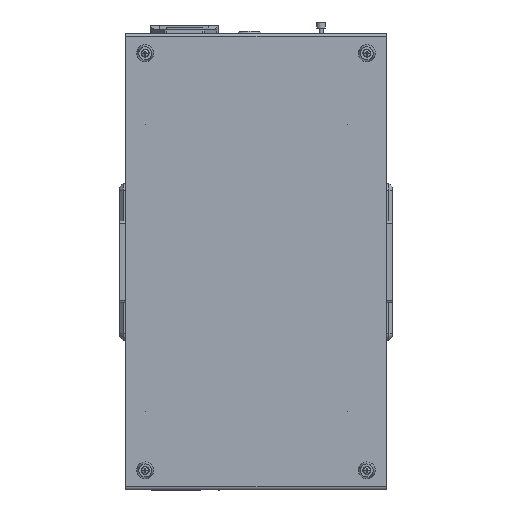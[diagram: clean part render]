
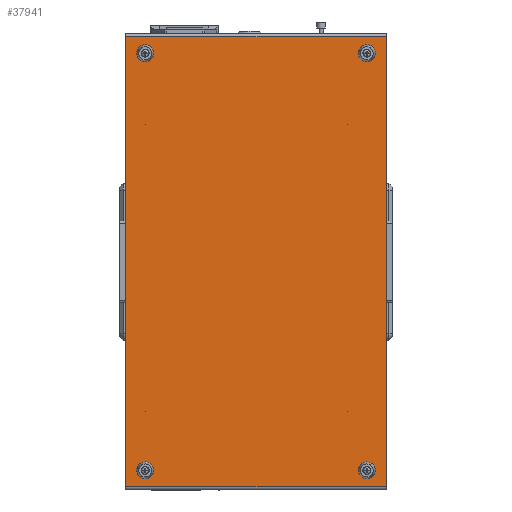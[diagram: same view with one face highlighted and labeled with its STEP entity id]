
A CAD part, front view. The second image highlights one B-rep face of the part: STEP entity #37941.
In plain terms, the highlighted planar face has unit normal (0, -1, 0).
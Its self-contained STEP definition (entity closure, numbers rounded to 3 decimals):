
#122 = ORIENTED_EDGE ( 'NONE', *, *, #12274, .F. ) ;
#268 = CIRCLE ( 'NONE', #33252, 6.5 ) ;
#2079 = ORIENTED_EDGE ( 'NONE', *, *, #22753, .F. ) ;
#3779 = VECTOR ( 'NONE', #73707, 1000. ) ;
#4408 = EDGE_CURVE ( 'NONE', #123113, #29428, #6788, .T. ) ;
#4558 = DIRECTION ( 'NONE',  ( 0., 0., 1. ) ) ;
#5365 = AXIS2_PLACEMENT_3D ( 'NONE', #70639, #42866, #71473 ) ;
#5793 = AXIS2_PLACEMENT_3D ( 'NONE', #7521, #74970, #17251 ) ;
#6371 = LINE ( 'NONE', #74745, #101279 ) ;
#6788 = LINE ( 'NONE', #91833, #3779 ) ;
#7521 = CARTESIAN_POINT ( 'NONE',  ( 85., 0., 160. ) ) ;
#8927 = CIRCLE ( 'NONE', #42102, 6.5 ) ;
#9562 = VERTEX_POINT ( 'NONE', #29803 ) ;
#11737 = CARTESIAN_POINT ( 'NONE',  ( 85., 0., -153.5 ) ) ;
#12274 = EDGE_CURVE ( 'NONE', #66670, #105707, #72814, .T. ) ;
#13418 = DIRECTION ( 'NONE',  ( 0., 0., 1. ) ) ;
#13838 = CARTESIAN_POINT ( 'NONE',  ( -85., 0., 160. ) ) ;
#15853 = EDGE_CURVE ( 'NONE', #9562, #123113, #33260, .T. ) ;
#17251 = DIRECTION ( 'NONE',  ( 0., 0., 1. ) ) ;
#22753 = EDGE_CURVE ( 'NONE', #29428, #109905, #6371, .T. ) ;
#23877 = EDGE_LOOP ( 'NONE', ( #114247, #65674, #23993, #2079 ) ) ;
#23993 = ORIENTED_EDGE ( 'NONE', *, *, #107687, .F. ) ;
#26441 = ORIENTED_EDGE ( 'NONE', *, *, #67195, .F. ) ;
#27168 = VERTEX_POINT ( 'NONE', #11737 ) ;
#27598 = CARTESIAN_POINT ( 'NONE',  ( 100., 0., 175. ) ) ;
#28653 = FACE_BOUND ( 'NONE', #73908, .T. ) ;
#29428 = VERTEX_POINT ( 'NONE', #41088 ) ;
#29803 = CARTESIAN_POINT ( 'NONE',  ( 100., 0., 172.5 ) ) ;
#31139 = DIRECTION ( 'NONE',  ( 1., 0., 0. ) ) ;
#33252 = AXIS2_PLACEMENT_3D ( 'NONE', #40184, #106632, #69235 ) ;
#33260 = LINE ( 'NONE', #84063, #88978 ) ;
#33268 = FACE_OUTER_BOUND ( 'NONE', #23877, .T. ) ;
#36465 = CARTESIAN_POINT ( 'NONE',  ( -85., 0., 160. ) ) ;
#36632 = CARTESIAN_POINT ( 'NONE',  ( -85., 0., -166.5 ) ) ;
#37727 = FACE_BOUND ( 'NONE', #124686, .T. ) ;
#37941 = ADVANCED_FACE ( 'NONE', ( #33268, #28653, #81485, #37727, #85961 ), #85300, .F. ) ;
#40184 = CARTESIAN_POINT ( 'NONE',  ( 85., 0., -160. ) ) ;
#40834 = CARTESIAN_POINT ( 'NONE',  ( 100., 0., 172.5 ) ) ;
#41088 = CARTESIAN_POINT ( 'NONE',  ( -100., 0., -172.5 ) ) ;
#42102 = AXIS2_PLACEMENT_3D ( 'NONE', #13838, #62749, #13418 ) ;
#42773 = CARTESIAN_POINT ( 'NONE',  ( -85., 0., -153.5 ) ) ;
#42866 = DIRECTION ( 'NONE',  ( 0., -1., 0. ) ) ;
#44229 = EDGE_CURVE ( 'NONE', #46912, #47584, #8927, .T. ) ;
#45101 = DIRECTION ( 'NONE',  ( 0., -1., 0. ) ) ;
#46183 = DIRECTION ( 'NONE',  ( 0., 0., -1. ) ) ;
#46912 = VERTEX_POINT ( 'NONE', #90927 ) ;
#47072 = VERTEX_POINT ( 'NONE', #64353 ) ;
#47584 = VERTEX_POINT ( 'NONE', #71216 ) ;
#48134 = VERTEX_POINT ( 'NONE', #90431 ) ;
#50387 = DIRECTION ( 'NONE',  ( 0., -1., 0. ) ) ;
#50957 = AXIS2_PLACEMENT_3D ( 'NONE', #36465, #124073, #66393 ) ;
#54030 = AXIS2_PLACEMENT_3D ( 'NONE', #27598, #94943, #76418 ) ;
#57372 = EDGE_CURVE ( 'NONE', #27168, #97854, #85007, .T. ) ;
#59434 = ORIENTED_EDGE ( 'NONE', *, *, #44229, .F. ) ;
#59772 = DIRECTION ( 'NONE',  ( 0., 0., 1. ) ) ;
#60541 = EDGE_LOOP ( 'NONE', ( #122, #88774 ) ) ;
#62749 = DIRECTION ( 'NONE',  ( 0., -1., 0. ) ) ;
#64353 = CARTESIAN_POINT ( 'NONE',  ( 85., 0., 166.5 ) ) ;
#65674 = ORIENTED_EDGE ( 'NONE', *, *, #15853, .F. ) ;
#65906 = ORIENTED_EDGE ( 'NONE', *, *, #77950, .F. ) ;
#66393 = DIRECTION ( 'NONE',  ( 0., 0., 1. ) ) ;
#66670 = VERTEX_POINT ( 'NONE', #42773 ) ;
#67195 = EDGE_CURVE ( 'NONE', #48134, #47072, #114418, .T. ) ;
#68253 = CARTESIAN_POINT ( 'NONE',  ( 85., 0., -160. ) ) ;
#69235 = DIRECTION ( 'NONE',  ( 0., 0., 1. ) ) ;
#70639 = CARTESIAN_POINT ( 'NONE',  ( -85., 0., -160. ) ) ;
#71216 = CARTESIAN_POINT ( 'NONE',  ( -85., 0., 166.5 ) ) ;
#71414 = ORIENTED_EDGE ( 'NONE', *, *, #73718, .F. ) ;
#71473 = DIRECTION ( 'NONE',  ( 0., 0., 1. ) ) ;
#72814 = CIRCLE ( 'NONE', #5365, 6.5 ) ;
#73286 = CARTESIAN_POINT ( 'NONE',  ( 85., 0., 160. ) ) ;
#73707 = DIRECTION ( 'NONE',  ( -1., 0., 0. ) ) ;
#73718 = EDGE_CURVE ( 'NONE', #47072, #48134, #121313, .T. ) ;
#73908 = EDGE_LOOP ( 'NONE', ( #65906, #59434 ) ) ;
#74745 = CARTESIAN_POINT ( 'NONE',  ( -100., 0., 175. ) ) ;
#74970 = DIRECTION ( 'NONE',  ( 0., -1., 0. ) ) ;
#76418 = DIRECTION ( 'NONE',  ( 0., 0., 1. ) ) ;
#77950 = EDGE_CURVE ( 'NONE', #47584, #46912, #78346, .T. ) ;
#78346 = CIRCLE ( 'NONE', #50957, 6.5 ) ;
#79013 = CARTESIAN_POINT ( 'NONE',  ( -85., 0., -160. ) ) ;
#81485 = FACE_BOUND ( 'NONE', #60541, .T. ) ;
#84007 = EDGE_CURVE ( 'NONE', #97854, #27168, #268, .T. ) ;
#84063 = CARTESIAN_POINT ( 'NONE',  ( 100., 0., 175. ) ) ;
#85007 = CIRCLE ( 'NONE', #87163, 6.5 ) ;
#85300 = PLANE ( 'NONE',  #54030 ) ;
#85961 = FACE_BOUND ( 'NONE', #120640, .T. ) ;
#87163 = AXIS2_PLACEMENT_3D ( 'NONE', #68253, #96824, #59772 ) ;
#87968 = VECTOR ( 'NONE', #31139, 1000. ) ;
#88774 = ORIENTED_EDGE ( 'NONE', *, *, #100011, .F. ) ;
#88978 = VECTOR ( 'NONE', #46183, 1000. ) ;
#90431 = CARTESIAN_POINT ( 'NONE',  ( 85., 0., 153.5 ) ) ;
#90459 = AXIS2_PLACEMENT_3D ( 'NONE', #79013, #50387, #116063 ) ;
#90927 = CARTESIAN_POINT ( 'NONE',  ( -85., 0., 153.5 ) ) ;
#91833 = CARTESIAN_POINT ( 'NONE',  ( 100., 0., -172.5 ) ) ;
#92974 = CARTESIAN_POINT ( 'NONE',  ( -100., 0., 172.5 ) ) ;
#94163 = AXIS2_PLACEMENT_3D ( 'NONE', #73286, #45101, #4558 ) ;
#94943 = DIRECTION ( 'NONE',  ( 0., 1., 0. ) ) ;
#96824 = DIRECTION ( 'NONE',  ( 0., -1., 0. ) ) ;
#97854 = VERTEX_POINT ( 'NONE', #117605 ) ;
#100011 = EDGE_CURVE ( 'NONE', #105707, #66670, #104152, .T. ) ;
#101279 = VECTOR ( 'NONE', #102505, 1000. ) ;
#102505 = DIRECTION ( 'NONE',  ( 0., 0., 1. ) ) ;
#104152 = CIRCLE ( 'NONE', #90459, 6.5 ) ;
#104468 = ORIENTED_EDGE ( 'NONE', *, *, #84007, .F. ) ;
#105707 = VERTEX_POINT ( 'NONE', #36632 ) ;
#106632 = DIRECTION ( 'NONE',  ( 0., -1., 0. ) ) ;
#107456 = LINE ( 'NONE', #40834, #87968 ) ;
#107687 = EDGE_CURVE ( 'NONE', #109905, #9562, #107456, .T. ) ;
#109342 = CARTESIAN_POINT ( 'NONE',  ( 100., 0., -172.5 ) ) ;
#109905 = VERTEX_POINT ( 'NONE', #92974 ) ;
#114247 = ORIENTED_EDGE ( 'NONE', *, *, #4408, .F. ) ;
#114418 = CIRCLE ( 'NONE', #94163, 6.5 ) ;
#115339 = ORIENTED_EDGE ( 'NONE', *, *, #57372, .F. ) ;
#116063 = DIRECTION ( 'NONE',  ( 0., 0., 1. ) ) ;
#117605 = CARTESIAN_POINT ( 'NONE',  ( 85., 0., -166.5 ) ) ;
#120640 = EDGE_LOOP ( 'NONE', ( #115339, #104468 ) ) ;
#121313 = CIRCLE ( 'NONE', #5793, 6.5 ) ;
#123113 = VERTEX_POINT ( 'NONE', #109342 ) ;
#124073 = DIRECTION ( 'NONE',  ( 0., -1., 0. ) ) ;
#124686 = EDGE_LOOP ( 'NONE', ( #71414, #26441 ) ) ;
